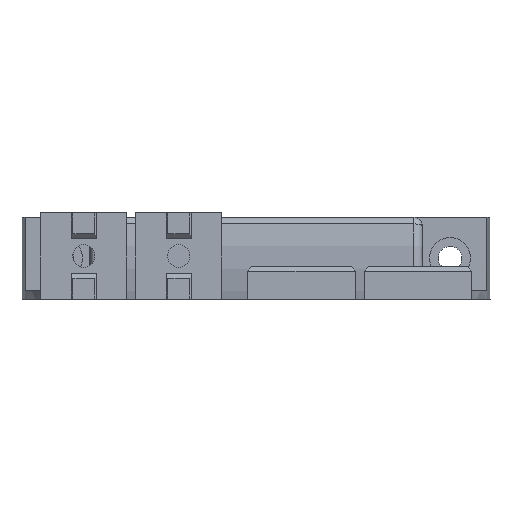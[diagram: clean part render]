
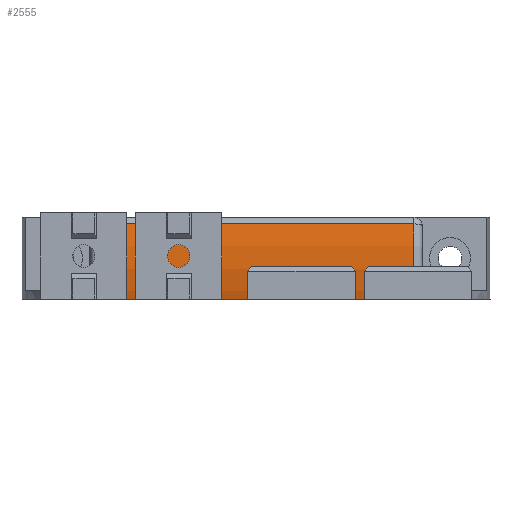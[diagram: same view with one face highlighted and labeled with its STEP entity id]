
A CAD part, left-side view. The second image highlights one B-rep face of the part: STEP entity #2555.
In plain terms, the highlighted cylindrical face has radius 36 mm (diameter 72 mm), a partial arc.
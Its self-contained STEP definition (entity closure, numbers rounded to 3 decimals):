
#106=B_SPLINE_CURVE_WITH_KNOTS('',3,(#3949,#3950,#3951,#3952,#3953,#3954),
 .UNSPECIFIED.,.F.,.F.,(4,2,4),(-0.936,-0.775,-0.743),
 .UNSPECIFIED.);
#107=B_SPLINE_CURVE_WITH_KNOTS('',3,(#3956,#3957,#3958,#3959),
 .UNSPECIFIED.,.F.,.F.,(4,4),(-3.585,-3.399),
 .UNSPECIFIED.);
#124=LINE('',#3839,#384);
#142=LINE('',#3914,#402);
#146=LINE('',#3948,#406);
#147=LINE('',#3960,#407);
#384=VECTOR('',#3055,1000.);
#402=VECTOR('',#3131,10.);
#406=VECTOR('',#3161,1000.);
#407=VECTOR('',#3162,1000.);
#646=CYLINDRICAL_SURFACE('',#2793,36.);
#721=FACE_OUTER_BOUND('',#865,.T.);
#865=EDGE_LOOP('',(#1815,#1816,#1817,#1818,#1819,#1820,#1821,#1822));
#1053=CIRCLE('',#2792,36.);
#1054=CIRCLE('',#2794,36.);
#1127=VERTEX_POINT('',#3836);
#1128=VERTEX_POINT('',#3838);
#1155=VERTEX_POINT('',#3910);
#1156=VERTEX_POINT('',#3912);
#1161=VERTEX_POINT('',#3932);
#1162=VERTEX_POINT('',#3945);
#1163=VERTEX_POINT('',#3947);
#1164=VERTEX_POINT('',#3955);
#1369=EDGE_CURVE('',#1127,#1128,#124,.T.);
#1407=EDGE_CURVE('',#1156,#1155,#142,.T.);
#1416=EDGE_CURVE('',#1155,#1161,#1053,.T.);
#1418=EDGE_CURVE('',#1162,#1156,#1054,.T.);
#1419=EDGE_CURVE('',#1163,#1162,#146,.T.);
#1420=EDGE_CURVE('',#1128,#1163,#106,.T.);
#1421=EDGE_CURVE('',#1164,#1127,#107,.T.);
#1422=EDGE_CURVE('',#1161,#1164,#147,.T.);
#1815=ORIENTED_EDGE('',*,*,#1407,.F.);
#1816=ORIENTED_EDGE('',*,*,#1418,.F.);
#1817=ORIENTED_EDGE('',*,*,#1419,.F.);
#1818=ORIENTED_EDGE('',*,*,#1420,.F.);
#1819=ORIENTED_EDGE('',*,*,#1369,.F.);
#1820=ORIENTED_EDGE('',*,*,#1421,.F.);
#1821=ORIENTED_EDGE('',*,*,#1422,.F.);
#1822=ORIENTED_EDGE('',*,*,#1416,.F.);
#2555=ADVANCED_FACE('',(#721),#646,.T.);
#2792=AXIS2_PLACEMENT_3D('',#3933,#3155,#3156);
#2793=AXIS2_PLACEMENT_3D('',#3944,#3157,#3158);
#2794=AXIS2_PLACEMENT_3D('',#3946,#3159,#3160);
#3055=DIRECTION('',(1.,0.,0.));
#3131=DIRECTION('',(-1.,0.,0.));
#3155=DIRECTION('center_axis',(-1.,0.,0.));
#3156=DIRECTION('ref_axis',(0.,1.,0.027));
#3157=DIRECTION('center_axis',(-1.,0.,0.));
#3158=DIRECTION('ref_axis',(0.,0.,
-1.));
#3159=DIRECTION('center_axis',(1.,0.,0.));
#3160=DIRECTION('ref_axis',(0.,1.,0.027));
#3161=DIRECTION('',(-1.,0.,0.));
#3162=DIRECTION('',(-1.,0.,0.));
#3836=CARTESIAN_POINT('',(7.41,34.724,0.));
#3838=CARTESIAN_POINT('',(101.09,34.724,0.));
#3839=CARTESIAN_POINT('',(0.,34.724,0.));
#3910=CARTESIAN_POINT('',(17.725,35.113,17.441));
#3912=CARTESIAN_POINT('',(90.775,35.113,17.441));
#3914=CARTESIAN_POINT('',(0.,35.113,17.441));
#3932=CARTESIAN_POINT('',(17.725,35.189,1.9));
#3933=CARTESIAN_POINT('Origin',(17.725,0.,
9.5));
#3944=CARTESIAN_POINT('Origin',(0.,0.,
9.5));
#3945=CARTESIAN_POINT('',(90.775,35.189,1.9));
#3946=CARTESIAN_POINT('Origin',(90.775,0.,
9.5));
#3947=CARTESIAN_POINT('',(100.687,35.189,1.9));
#3948=CARTESIAN_POINT('',(0.,35.189,1.9));
#3949=CARTESIAN_POINT('Ctrl Pts',(101.09,34.724,0.));
#3950=CARTESIAN_POINT('Ctrl Pts',(100.985,34.873,0.546));
#3951=CARTESIAN_POINT('Ctrl Pts',(100.872,35.006,1.083));
#3952=CARTESIAN_POINT('Ctrl Pts',(100.734,35.144,1.696));
#3953=CARTESIAN_POINT('Ctrl Pts',(100.711,35.166,1.797));
#3954=CARTESIAN_POINT('Ctrl Pts',(100.687,35.189,1.9));
#3955=CARTESIAN_POINT('',(7.813,35.189,1.9));
#3956=CARTESIAN_POINT('Ctrl Pts',(7.813,35.189,1.9));
#3957=CARTESIAN_POINT('Ctrl Pts',(7.666,35.051,1.262));
#3958=CARTESIAN_POINT('Ctrl Pts',(7.53,34.896,0.628));
#3959=CARTESIAN_POINT('Ctrl Pts',(7.41,34.724,0.));
#3960=CARTESIAN_POINT('',(0.,35.189,1.9));
